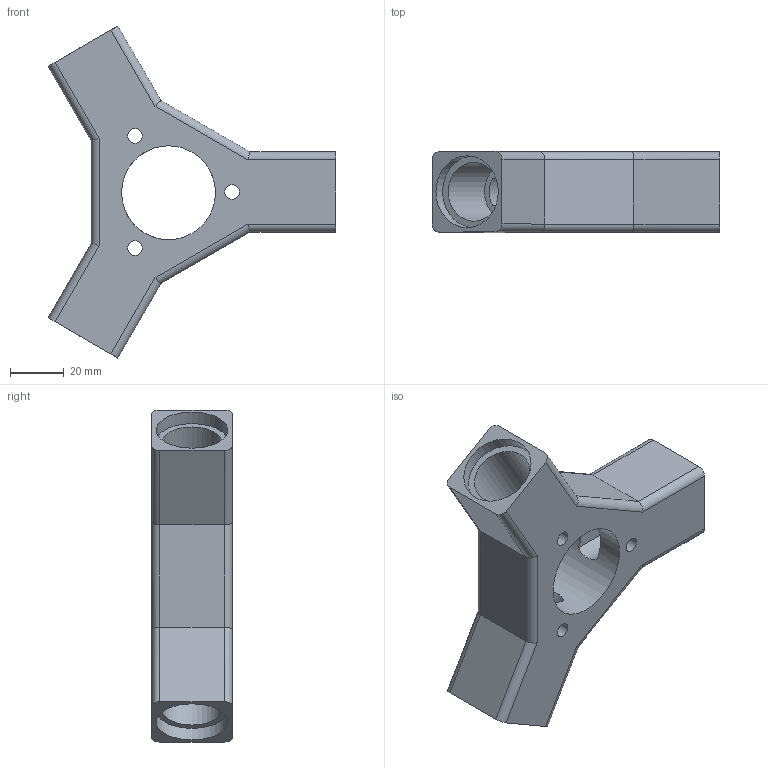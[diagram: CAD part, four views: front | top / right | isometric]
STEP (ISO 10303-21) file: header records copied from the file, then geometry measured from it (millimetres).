
FILE_DESCRIPTION(/* description */ (''),/* implementation_level */ '2;1');
FILE_NAME(/* name */ 'roof.step',/* time_stamp */ '2018-02-13T10:41:26+01:00',/* author */ (''),/* organization */ (''),/* preprocessor_version */ 'ST-DEVELOPER v16.13',/* originating_system */ 'Autodesk Translation Framework v6.5.0.72',/* authorisation */ '');
FILE_SCHEMA (('AUTOMOTIVE_DESIGN { 1 0 10303 214 3 1 1 }'));
Length unit declared in the file: millimetre
Products named in the file (2): (Unsaved); RoofBaseGlue
Assembly tree (1 placements, depth 2):
  (Unsaved)
    RoofBaseGlue
Bounding box: 107.15 x 30 x 123.72 mm (x, y, z)
Volume: 98960.2 mm3; surface area: 33056.3 mm2
Topology: 1 solids, 1 shells, 63 faces, 162 edges, 107 vertices
Faces by surface type: cylinder 37, plane 26
Full cylindrical faces by diameter (mm): 5.5 x6, 22 x3, 26.8 x3, 35 x1
Entity records: 2079 total; most frequent: CARTESIAN_POINT 392, DIRECTION 353, ORIENTED_EDGE 324, EDGE_CURVE 162, AXIS2_PLACEMENT_3D 134, VERTEX_POINT 107, EDGE_LOOP 89, LINE 85
